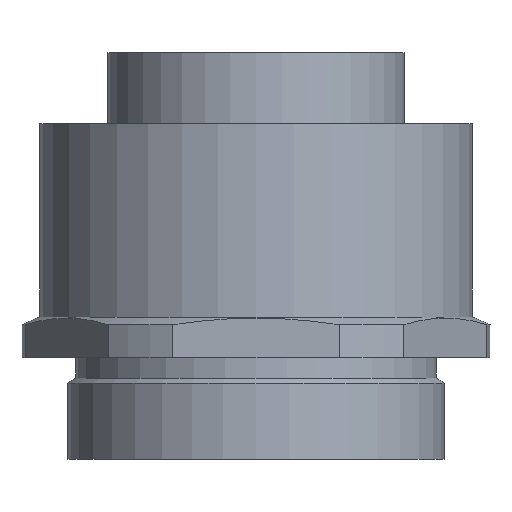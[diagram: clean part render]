
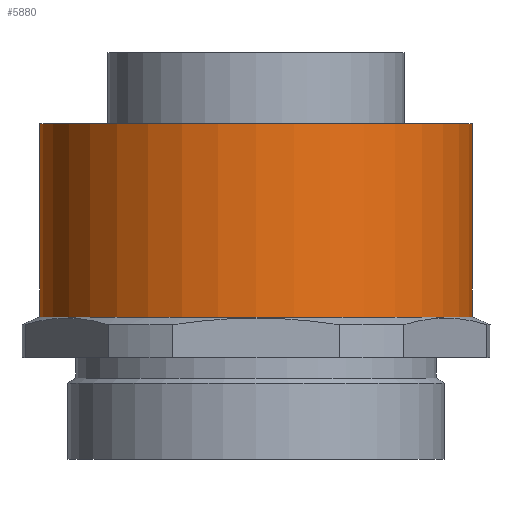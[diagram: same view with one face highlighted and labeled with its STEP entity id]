
A CAD part, front view. The second image highlights one B-rep face of the part: STEP entity #5880.
In plain terms, the highlighted cylindrical face has radius 21.25 mm (diameter 42.5 mm), a partial arc.
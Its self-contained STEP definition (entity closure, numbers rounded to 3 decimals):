
#4400=CARTESIAN_POINT('',(13.,0.,0.));
#4410=DIRECTION('',(1.,0.,0.));
#4420=DIRECTION('',(0.,-1.,0.));
#4430=AXIS2_PLACEMENT_3D('',#4400,#4410,#4420);
#4440=CIRCLE('',#4430,21.25);
#4450=CARTESIAN_POINT('',(13.,-21.25,0.));
#4460=VERTEX_POINT('',#4450);
#4470=CARTESIAN_POINT('',(13.,21.25,0.));
#4480=VERTEX_POINT('',#4470);
#4490=EDGE_CURVE('',#4460,#4480,#4440,.T.);
#5570=CARTESIAN_POINT('',(3.25,0.,0.));
#5580=DIRECTION('',(1.,0.,0.));
#5590=DIRECTION('',(0.,-1.,0.));
#5600=AXIS2_PLACEMENT_3D('',#5570,#5580,#5590);
#5610=CYLINDRICAL_SURFACE('',#5600,21.25);
#5620=CARTESIAN_POINT('',(3.25,-21.25,0.));
#5630=DIRECTION('',(1.,0.,0.));
#5640=VECTOR('',#5630,1.);
#5650=LINE('',#5620,#5640);
#5660=CARTESIAN_POINT('',(-6.,-21.25,0.));
#5670=VERTEX_POINT('',#5660);
#5680=EDGE_CURVE('',#5670,#4460,#5650,.T.);
#5690=ORIENTED_EDGE('',*,*,#5680,.F.);
#5700=ORIENTED_EDGE('',*,*,#4490,.F.);
#5710=CARTESIAN_POINT('',(3.25,21.25,0.));
#5720=DIRECTION('',(1.,0.,0.));
#5730=VECTOR('',#5720,1.);
#5740=LINE('',#5710,#5730);
#5750=CARTESIAN_POINT('',(-6.,21.25,0.));
#5760=VERTEX_POINT('',#5750);
#5770=EDGE_CURVE('',#5760,#4480,#5740,.T.);
#5780=ORIENTED_EDGE('',*,*,#5770,.T.);
#5790=CARTESIAN_POINT('',(-6.,0.,0.));
#5800=DIRECTION('',(1.,0.,0.));
#5810=DIRECTION('',(0.,1.,0.));
#5820=AXIS2_PLACEMENT_3D('',#5790,#5800,#5810);
#5830=CIRCLE('',#5820,21.25);
#5840=EDGE_CURVE('',#5670,#5760,#5830,.T.);
#5850=ORIENTED_EDGE('',*,*,#5840,.T.);
#5860=EDGE_LOOP('',(#5850,#5780,#5700,#5690));
#5870=FACE_OUTER_BOUND('',#5860,.T.);
#5880=ADVANCED_FACE('',(#5870),#5610,.T.);
